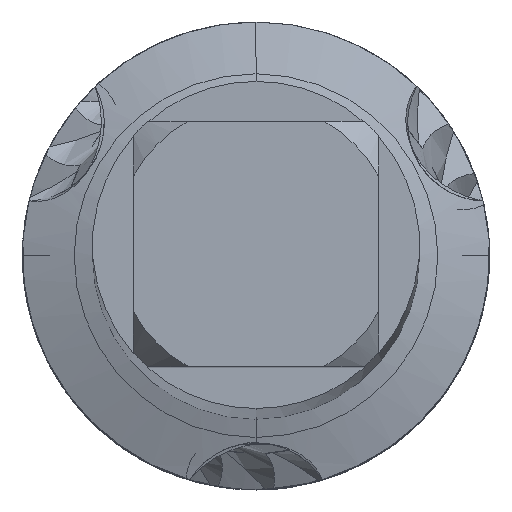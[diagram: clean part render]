
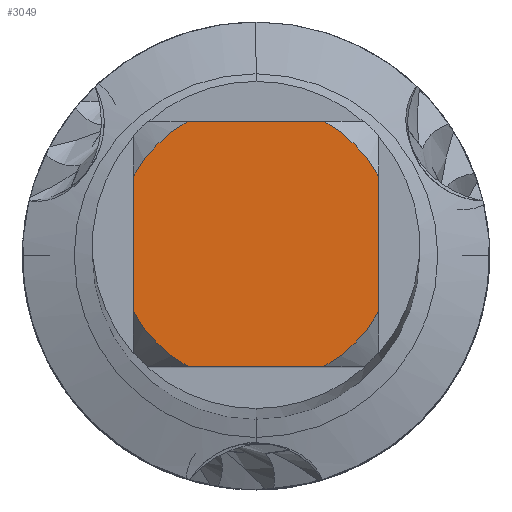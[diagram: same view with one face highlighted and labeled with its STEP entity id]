
A CAD part, top view. The second image highlights one B-rep face of the part: STEP entity #3049.
In plain terms, the highlighted planar face has unit normal (0, 0, 1).
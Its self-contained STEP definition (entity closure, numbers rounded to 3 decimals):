
#1759=VERTEX_POINT('',#4721);
#2225=VERTEX_POINT('',#5236);
#2269=EDGE_CURVE('',#2531,#2225,#5283,.T.);
#2491=VERTEX_POINT('',#5518);
#2531=VERTEX_POINT('',#5560);
#2667=VERTEX_POINT('',#5707);
#3049=ADVANCED_FACE('',(#6122),#6123,.T.);
#3197=EDGE_CURVE('',#2531,#3265,#6285,.T.);
#3265=VERTEX_POINT('',#6358);
#3269=VERTEX_POINT('',#6363);
#3403=EDGE_CURVE('',#2491,#3269,#6503,.T.);
#3499=VERTEX_POINT('',#6613);
#3509=EDGE_CURVE('',#3499,#3269,#6623,.T.);
#3583=EDGE_CURVE('',#3499,#1759,#6706,.T.);
#3787=EDGE_CURVE('',#2491,#2225,#6926,.T.);
#3927=EDGE_CURVE('',#2667,#1759,#7077,.T.);
#3939=EDGE_CURVE('',#2667,#3265,#7090,.T.);
#4721=CARTESIAN_POINT('',(1.05,0.581,0.0));
#5236=CARTESIAN_POINT('',(-1.05,-0.581,0.0));
#5283=CIRCLE('',#9514,1.2);
#5518=CARTESIAN_POINT('',(-1.05,0.581,0.0));
#5560=CARTESIAN_POINT('',(-0.581,-1.05,0.0));
#5707=CARTESIAN_POINT('',(1.05,-0.581,0.0));
#6122=FACE_OUTER_BOUND('',#11782,.T.);
#6123=PLANE('',#11783);
#6285=LINE('',#12279,#12280);
#6358=CARTESIAN_POINT('',(0.581,-1.05,0.0));
#6363=CARTESIAN_POINT('',(-0.581,1.05,0.0));
#6503=CIRCLE('',#13103,1.2);
#6613=CARTESIAN_POINT('',(0.581,1.05,0.0));
#6623=LINE('',#13409,#13410);
#6706=CIRCLE('',#13623,1.2);
#6926=LINE('',#14141,#14142);
#7077=LINE('',#14470,#14471);
#7090=CIRCLE('',#14492,1.2);
#9514=AXIS2_PLACEMENT_3D('',#16744,#16745,#16746);
#11782=EDGE_LOOP('',(#17605,#17606,#17607,#17608,#17609,#17610,#17611,#17612));
#11783=AXIS2_PLACEMENT_3D('',#17613,#17614,#17615);
#12279=CARTESIAN_POINT('',(0.0,-1.05,0.0));
#12280=VECTOR('',#17766,1.0);
#13103=AXIS2_PLACEMENT_3D('',#18013,#18014,#18015);
#13409=CARTESIAN_POINT('',(0.0,1.05,0.0));
#13410=VECTOR('',#18175,1.0);
#13623=AXIS2_PLACEMENT_3D('',#18267,#18268,#18269);
#14141=CARTESIAN_POINT('',(-1.05,0.3,0.0));
#14142=VECTOR('',#18487,1.0);
#14470=CARTESIAN_POINT('',(1.05,0.3,0.0));
#14471=VECTOR('',#18640,1.0);
#14492=AXIS2_PLACEMENT_3D('',#18649,#18650,#18651);
#16744=CARTESIAN_POINT('',(0.0,0.0,0.0));
#16745=DIRECTION('',(0.0,0.0,-1.0));
#16746=DIRECTION('',(0.0,1.0,0.0));
#17605=ORIENTED_EDGE('',*,*,#3787,.T.);
#17606=ORIENTED_EDGE('',*,*,#2269,.F.);
#17607=ORIENTED_EDGE('',*,*,#3197,.T.);
#17608=ORIENTED_EDGE('',*,*,#3939,.F.);
#17609=ORIENTED_EDGE('',*,*,#3927,.T.);
#17610=ORIENTED_EDGE('',*,*,#3583,.F.);
#17611=ORIENTED_EDGE('',*,*,#3509,.T.);
#17612=ORIENTED_EDGE('',*,*,#3403,.F.);
#17613=CARTESIAN_POINT('',(0.0,0.6,0.0));
#17614=DIRECTION('',(-0.0,0.0,1.0));
#17615=DIRECTION('',(0.0,-1.0,0.0));
#17766=DIRECTION('',(1.0,0.0,0.0));
#18013=CARTESIAN_POINT('',(0.0,0.0,0.0));
#18014=DIRECTION('',(0.0,0.0,-1.0));
#18015=DIRECTION('',(0.0,1.0,0.0));
#18175=DIRECTION('',(-1.0,0.0,0.0));
#18267=CARTESIAN_POINT('',(0.0,0.0,0.0));
#18268=DIRECTION('',(0.0,0.0,-1.0));
#18269=DIRECTION('',(0.0,1.0,0.0));
#18487=DIRECTION('',(-0.0,-1.0,0.0));
#18640=DIRECTION('',(-0.0,1.0,0.0));
#18649=CARTESIAN_POINT('',(0.0,0.0,0.0));
#18650=DIRECTION('',(0.0,0.0,-1.0));
#18651=DIRECTION('',(0.0,1.0,0.0));
